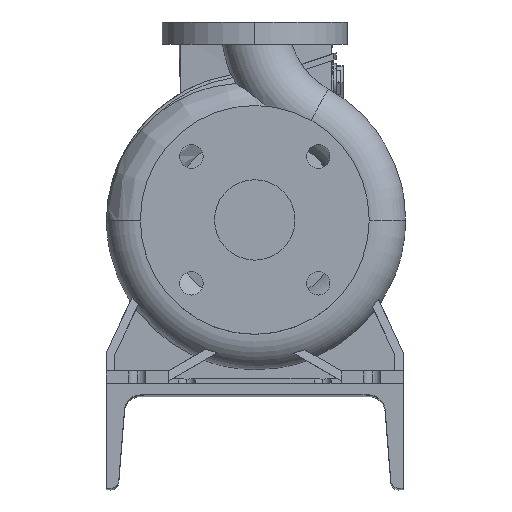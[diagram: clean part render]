
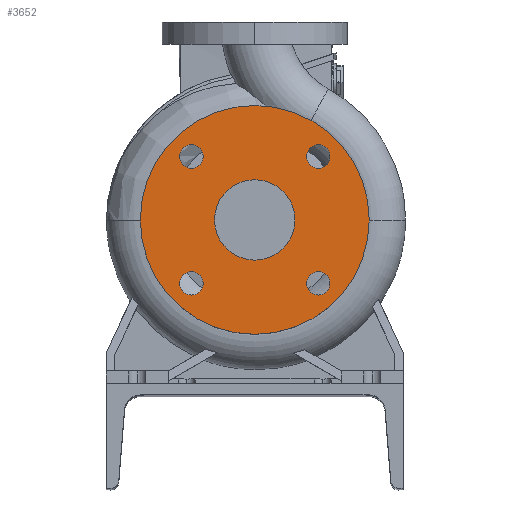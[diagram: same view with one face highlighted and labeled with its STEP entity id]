
A CAD part, top view. The second image highlights one B-rep face of the part: STEP entity #3652.
In plain terms, the highlighted planar face has unit normal (0, 0, 1).
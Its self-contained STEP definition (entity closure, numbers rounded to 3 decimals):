
#208 = FACE_BOUND ( 'NONE', #34302, .T. ) ;
#310 = EDGE_CURVE ( 'NONE', #17172, #4453, #26187, .T. ) ;
#371 = EDGE_LOOP ( 'NONE', ( #25656, #15571 ) ) ;
#800 = CARTESIAN_POINT ( 'NONE',  ( -51.265, -60.765, 80. ) ) ;
#977 = DIRECTION ( 'NONE',  ( 0., 0., 1. ) ) ;
#1400 = CIRCLE ( 'NONE', #14728, 92.5 ) ;
#1473 = CARTESIAN_POINT ( 'NONE',  ( 0., 32.5, 80. ) ) ;
#1552 = DIRECTION ( 'NONE',  ( 0., 0., 1. ) ) ;
#1602 = CARTESIAN_POINT ( 'NONE',  ( 51.265, -41.765, 80. ) ) ;
#1728 = EDGE_LOOP ( 'NONE', ( #23179, #2226 ) ) ;
#2226 = ORIENTED_EDGE ( 'NONE', *, *, #33359, .F. ) ;
#3109 = DIRECTION ( 'NONE',  ( 0., 0., 1. ) ) ;
#3179 = AXIS2_PLACEMENT_3D ( 'NONE', #8403, #32134, #23401 ) ;
#3199 = CARTESIAN_POINT ( 'NONE',  ( 0., -92.5, 80. ) ) ;
#3601 = CIRCLE ( 'NONE', #9660, 9.5 ) ;
#3652 = ADVANCED_FACE ( 'NONE', ( #208, #20171, #11810, #23030, #29099, #5538 ), #31584, .F. ) ;
#4240 = CIRCLE ( 'NONE', #17588, 9.5 ) ;
#4290 = EDGE_CURVE ( 'NONE', #29716, #18801, #1400, .T. ) ;
#4453 = VERTEX_POINT ( 'NONE', #13160 ) ;
#4496 = CARTESIAN_POINT ( 'NONE',  ( 0., 0., 80. ) ) ;
#4849 = AXIS2_PLACEMENT_3D ( 'NONE', #4496, #19324, #24833 ) ;
#5143 = CIRCLE ( 'NONE', #16675, 32.5 ) ;
#5415 = VERTEX_POINT ( 'NONE', #22672 ) ;
#5479 = DIRECTION ( 'NONE',  ( 0., -1., 0. ) ) ;
#5538 = FACE_BOUND ( 'NONE', #26070, .T. ) ;
#5738 = EDGE_CURVE ( 'NONE', #9679, #17932, #5143, .T. ) ;
#5955 = ORIENTED_EDGE ( 'NONE', *, *, #15420, .F. ) ;
#6232 = CIRCLE ( 'NONE', #22674, 32.5 ) ;
#6509 = CIRCLE ( 'NONE', #7708, 9.5 ) ;
#7246 = DIRECTION ( 'NONE',  ( 1., 0., 0. ) ) ;
#7708 = AXIS2_PLACEMENT_3D ( 'NONE', #34270, #22860, #31225 ) ;
#8002 = DIRECTION ( 'NONE',  ( 0., -1., 0. ) ) ;
#8247 = DIRECTION ( 'NONE',  ( 0., 0., 1. ) ) ;
#8403 = CARTESIAN_POINT ( 'NONE',  ( 0., 92.5, 80. ) ) ;
#8612 = VERTEX_POINT ( 'NONE', #1602 ) ;
#9525 = EDGE_CURVE ( 'NONE', #32993, #5415, #6509, .T. ) ;
#9660 = AXIS2_PLACEMENT_3D ( 'NONE', #32299, #20909, #24313 ) ;
#9679 = VERTEX_POINT ( 'NONE', #32141 ) ;
#10463 = CARTESIAN_POINT ( 'NONE',  ( -51.265, 51.265, 80. ) ) ;
#10919 = AXIS2_PLACEMENT_3D ( 'NONE', #15887, #35860, #33767 ) ;
#11417 = ORIENTED_EDGE ( 'NONE', *, *, #19586, .F. ) ;
#11810 = FACE_BOUND ( 'NONE', #1728, .T. ) ;
#12563 = DIRECTION ( 'NONE',  ( 0., -1., 0. ) ) ;
#12594 = ORIENTED_EDGE ( 'NONE', *, *, #310, .F. ) ;
#13146 = CARTESIAN_POINT ( 'NONE',  ( -51.265, -51.265, 80. ) ) ;
#13160 = CARTESIAN_POINT ( 'NONE',  ( -51.265, -41.765, 80. ) ) ;
#13214 = CARTESIAN_POINT ( 'NONE',  ( 0., 92.5, 80. ) ) ;
#13328 = CARTESIAN_POINT ( 'NONE',  ( 0., 0., 80. ) ) ;
#13394 = EDGE_LOOP ( 'NONE', ( #12594, #23036 ) ) ;
#13656 = AXIS2_PLACEMENT_3D ( 'NONE', #10463, #18637, #30416 ) ;
#13732 = CARTESIAN_POINT ( 'NONE',  ( -51.265, 60.765, 80. ) ) ;
#14480 = VERTEX_POINT ( 'NONE', #20202 ) ;
#14694 = DIRECTION ( 'NONE',  ( 0., -1., 0. ) ) ;
#14728 = AXIS2_PLACEMENT_3D ( 'NONE', #34867, #3109, #14694 ) ;
#14934 = EDGE_CURVE ( 'NONE', #14480, #27580, #3601, .T. ) ;
#14997 = ORIENTED_EDGE ( 'NONE', *, *, #14934, .F. ) ;
#15149 = EDGE_CURVE ( 'NONE', #4453, #17172, #36421, .T. ) ;
#15420 = EDGE_CURVE ( 'NONE', #32578, #8612, #23041, .T. ) ;
#15571 = ORIENTED_EDGE ( 'NONE', *, *, #4290, .T. ) ;
#15887 = CARTESIAN_POINT ( 'NONE',  ( 51.265, -51.265, 80. ) ) ;
#16361 = AXIS2_PLACEMENT_3D ( 'NONE', #37436, #25829, #5479 ) ;
#16675 = AXIS2_PLACEMENT_3D ( 'NONE', #21125, #977, #12563 ) ;
#17172 = VERTEX_POINT ( 'NONE', #800 ) ;
#17588 = AXIS2_PLACEMENT_3D ( 'NONE', #24908, #1552, #7246 ) ;
#17769 = ORIENTED_EDGE ( 'NONE', *, *, #9525, .F. ) ;
#17932 = VERTEX_POINT ( 'NONE', #1473 ) ;
#18637 = DIRECTION ( 'NONE',  ( 0., 0., 1. ) ) ;
#18801 = VERTEX_POINT ( 'NONE', #3199 ) ;
#19324 = DIRECTION ( 'NONE',  ( 0., 0., 1. ) ) ;
#19586 = EDGE_CURVE ( 'NONE', #5415, #32993, #4240, .T. ) ;
#20171 = FACE_BOUND ( 'NONE', #24371, .T. ) ;
#20202 = CARTESIAN_POINT ( 'NONE',  ( -51.265, 41.765, 80. ) ) ;
#20909 = DIRECTION ( 'NONE',  ( 0., 0., 1. ) ) ;
#21125 = CARTESIAN_POINT ( 'NONE',  ( 0., 0., 80. ) ) ;
#21253 = CIRCLE ( 'NONE', #4849, 92.5 ) ;
#21950 = CIRCLE ( 'NONE', #35922, 9.5 ) ;
#22321 = CARTESIAN_POINT ( 'NONE',  ( 51.265, -51.265, 80. ) ) ;
#22464 = EDGE_CURVE ( 'NONE', #18801, #29716, #21253, .T. ) ;
#22672 = CARTESIAN_POINT ( 'NONE',  ( 41.765, 51.265, 80. ) ) ;
#22674 = AXIS2_PLACEMENT_3D ( 'NONE', #13328, #30436, #8002 ) ;
#22860 = DIRECTION ( 'NONE',  ( 0., 0., 1. ) ) ;
#22881 = DIRECTION ( 'NONE',  ( 0., -1., 0. ) ) ;
#23030 = FACE_OUTER_BOUND ( 'NONE', #371, .T. ) ;
#23036 = ORIENTED_EDGE ( 'NONE', *, *, #15149, .F. ) ;
#23041 = CIRCLE ( 'NONE', #10919, 9.5 ) ;
#23179 = ORIENTED_EDGE ( 'NONE', *, *, #5738, .F. ) ;
#23401 = DIRECTION ( 'NONE',  ( 0., 1., 0. ) ) ;
#24313 = DIRECTION ( 'NONE',  ( 0., -1., 0. ) ) ;
#24331 = EDGE_CURVE ( 'NONE', #8612, #32578, #21950, .T. ) ;
#24371 = EDGE_LOOP ( 'NONE', ( #17769, #11417 ) ) ;
#24833 = DIRECTION ( 'NONE',  ( 0., -1., 0. ) ) ;
#24908 = CARTESIAN_POINT ( 'NONE',  ( 51.265, 51.265, 80. ) ) ;
#24921 = DIRECTION ( 'NONE',  ( 0., -1., 0. ) ) ;
#25635 = CARTESIAN_POINT ( 'NONE',  ( 51.265, -60.765, 80. ) ) ;
#25656 = ORIENTED_EDGE ( 'NONE', *, *, #22464, .T. ) ;
#25829 = DIRECTION ( 'NONE',  ( 0., 0., 1. ) ) ;
#26070 = EDGE_LOOP ( 'NONE', ( #5955, #28773 ) ) ;
#26087 = ORIENTED_EDGE ( 'NONE', *, *, #37588, .F. ) ;
#26187 = CIRCLE ( 'NONE', #32235, 9.5 ) ;
#27580 = VERTEX_POINT ( 'NONE', #13732 ) ;
#27600 = DIRECTION ( 'NONE',  ( 0., 0., 1. ) ) ;
#28773 = ORIENTED_EDGE ( 'NONE', *, *, #24331, .F. ) ;
#29099 = FACE_BOUND ( 'NONE', #13394, .T. ) ;
#29716 = VERTEX_POINT ( 'NONE', #13214 ) ;
#30416 = DIRECTION ( 'NONE',  ( 0., -1., 0. ) ) ;
#30436 = DIRECTION ( 'NONE',  ( 0., 0., 1. ) ) ;
#31225 = DIRECTION ( 'NONE',  ( 1., 0., 0. ) ) ;
#31584 = PLANE ( 'NONE',  #3179 ) ;
#32134 = DIRECTION ( 'NONE',  ( 0., 0., -1. ) ) ;
#32141 = CARTESIAN_POINT ( 'NONE',  ( 0., -32.5, 80. ) ) ;
#32235 = AXIS2_PLACEMENT_3D ( 'NONE', #13146, #27600, #24921 ) ;
#32299 = CARTESIAN_POINT ( 'NONE',  ( -51.265, 51.265, 80. ) ) ;
#32578 = VERTEX_POINT ( 'NONE', #25635 ) ;
#32993 = VERTEX_POINT ( 'NONE', #34283 ) ;
#33359 = EDGE_CURVE ( 'NONE', #17932, #9679, #6232, .T. ) ;
#33767 = DIRECTION ( 'NONE',  ( 0., -1., 0. ) ) ;
#34270 = CARTESIAN_POINT ( 'NONE',  ( 51.265, 51.265, 80. ) ) ;
#34283 = CARTESIAN_POINT ( 'NONE',  ( 60.765, 51.265, 80. ) ) ;
#34302 = EDGE_LOOP ( 'NONE', ( #14997, #26087 ) ) ;
#34867 = CARTESIAN_POINT ( 'NONE',  ( 0., 0., 80. ) ) ;
#35491 = CIRCLE ( 'NONE', #13656, 9.5 ) ;
#35860 = DIRECTION ( 'NONE',  ( 0., 0., 1. ) ) ;
#35922 = AXIS2_PLACEMENT_3D ( 'NONE', #22321, #8247, #22881 ) ;
#36421 = CIRCLE ( 'NONE', #16361, 9.5 ) ;
#37436 = CARTESIAN_POINT ( 'NONE',  ( -51.265, -51.265, 80. ) ) ;
#37588 = EDGE_CURVE ( 'NONE', #27580, #14480, #35491, .T. ) ;
